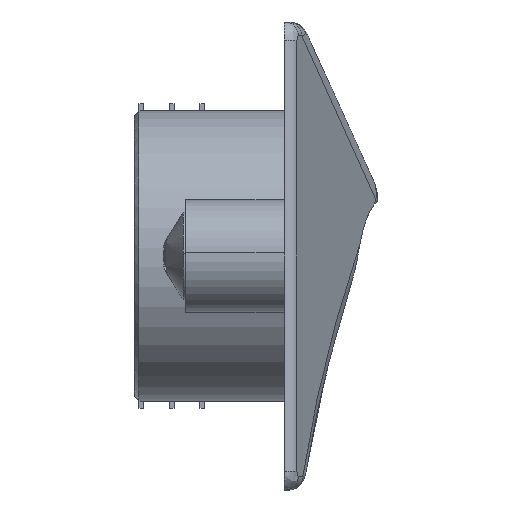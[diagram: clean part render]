
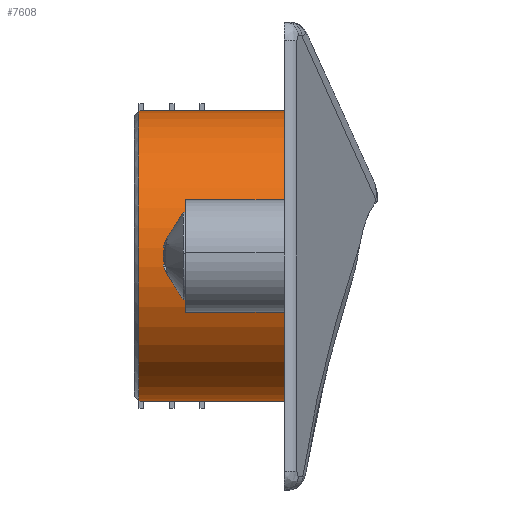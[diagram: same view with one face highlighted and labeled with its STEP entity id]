
A CAD part, left-side view. The second image highlights one B-rep face of the part: STEP entity #7608.
In plain terms, the highlighted free-form (B-spline) face has degree [1, 2] with [2, 5] control points.
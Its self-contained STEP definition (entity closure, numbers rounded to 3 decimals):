
#7121=CARTESIAN_POINT('',(-34.0,15.5,15.5));
#7122=VERTEX_POINT('',#7121);
#7147=CARTESIAN_POINT('',(-34.0,15.5,-15.5));
#7148=VERTEX_POINT('',#7147);
#7154=CARTESIAN_POINT('',(-34.0,15.5,15.5));
#7155=CARTESIAN_POINT('',(-49.5,15.5,15.5));
#7156=CARTESIAN_POINT('',(-49.5,15.5,0.0));
#7157=CARTESIAN_POINT('',(-49.5,15.5,-15.5));
#7158=CARTESIAN_POINT('',(-34.0,15.5,-15.5));
#7166=(BOUNDED_CURVE()B_SPLINE_CURVE(2,(#7154,#7155,#7156,#7157,#7158),.UNSPECIFIED.,.F.,.U.)B_SPLINE_CURVE_WITH_KNOTS((3,2,3),(0.0,0.5,1.0),.UNSPECIFIED.)CURVE()GEOMETRIC_REPRESENTATION_ITEM()RATIONAL_B_SPLINE_CURVE((1.0,0.707,1.0,0.707,1.0))REPRESENTATION_ITEM(''));
#7167=EDGE_CURVE('',#7122,#7148,#7166,.T.);
#7558=CARTESIAN_POINT('',(-33.865,15.887,-15.499));
#7559=CARTESIAN_POINT('',(-33.865,-0.397,-15.499));
#7560=CARTESIAN_POINT('',(-49.915,15.887,-15.639));
#7561=CARTESIAN_POINT('',(-49.915,-0.397,-15.639));
#7562=CARTESIAN_POINT('',(-49.495,15.887,0.406));
#7563=CARTESIAN_POINT('',(-49.495,-0.397,0.406));
#7564=CARTESIAN_POINT('',(-49.075,15.887,16.451));
#7565=CARTESIAN_POINT('',(-49.075,-0.397,16.451));
#7566=CARTESIAN_POINT('',(-33.054,15.887,15.471));
#7567=CARTESIAN_POINT('',(-33.054,-0.397,15.471));
#7575=(BOUNDED_SURFACE()B_SPLINE_SURFACE(1,2,((#7558,#7560,#7562,#7564,#7566),(#7559,#7561,#7563,#7565,#7567)),.UNSPECIFIED.,.F.,.F.,.U.)B_SPLINE_SURFACE_WITH_KNOTS((2,2),(3,2,3),(0.0,16.285),(0.0,26.317,52.635),.UNSPECIFIED.)GEOMETRIC_REPRESENTATION_ITEM()RATIONAL_B_SPLINE_SURFACE(((1.0,0.695,1.0,0.695,1.0),(1.0,0.695,1.0,0.695,1.0)))REPRESENTATION_ITEM('')SURFACE());
#7576=CARTESIAN_POINT('',(-34.0,0.0,15.5));
#7577=VERTEX_POINT('',#7576);
#7578=CARTESIAN_POINT('',(-34.0,15.5,15.5));
#7579=CARTESIAN_POINT('',(-34.0,0.0,15.5));
#7580=QUASI_UNIFORM_CURVE('',1,(#7578,#7579),.UNSPECIFIED.,.F.,.U.);
#7581=EDGE_CURVE('',#7122,#7577,#7580,.T.);
#7582=ORIENTED_EDGE('',*,*,#7581,.F.);
#7583=ORIENTED_EDGE('',*,*,#7167,.T.);
#7584=CARTESIAN_POINT('',(-34.0,0.0,-15.5));
#7585=VERTEX_POINT('',#7584);
#7586=CARTESIAN_POINT('',(-34.0,15.5,-15.5));
#7587=CARTESIAN_POINT('',(-34.0,0.0,-15.5));
#7588=QUASI_UNIFORM_CURVE('',1,(#7586,#7587),.UNSPECIFIED.,.F.,.U.);
#7589=EDGE_CURVE('',#7148,#7585,#7588,.T.);
#7590=ORIENTED_EDGE('',*,*,#7589,.T.);
#7591=CARTESIAN_POINT('',(-34.0,0.0,15.5));
#7592=CARTESIAN_POINT('',(-49.5,0.0,15.5));
#7593=CARTESIAN_POINT('',(-49.5,0.0,0.0));
#7594=CARTESIAN_POINT('',(-49.5,0.0,-15.5));
#7595=CARTESIAN_POINT('',(-34.0,0.0,-15.5));
#7603=(BOUNDED_CURVE()B_SPLINE_CURVE(2,(#7591,#7592,#7593,#7594,#7595),.UNSPECIFIED.,.F.,.U.)B_SPLINE_CURVE_WITH_KNOTS((3,2,3),(0.0,0.5,1.0),.UNSPECIFIED.)CURVE()GEOMETRIC_REPRESENTATION_ITEM()RATIONAL_B_SPLINE_CURVE((1.0,0.707,1.0,0.707,1.0))REPRESENTATION_ITEM(''));
#7604=EDGE_CURVE('',#7577,#7585,#7603,.T.);
#7605=ORIENTED_EDGE('',*,*,#7604,.F.);
#7606=EDGE_LOOP('',(#7582,#7583,#7590,#7605));
#7607=FACE_OUTER_BOUND('',#7606,.T.);
#7608=ADVANCED_FACE('',(#7607),#7575,.T.);
